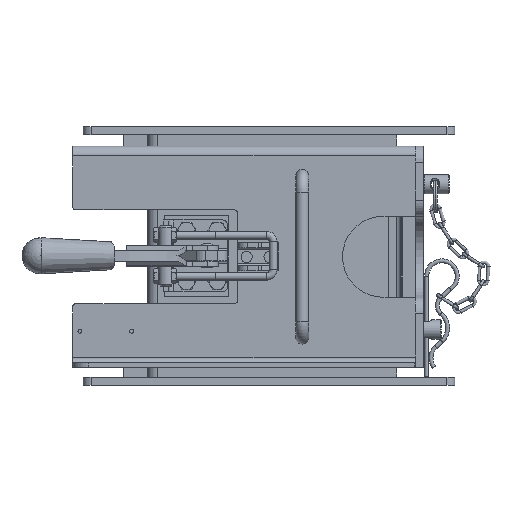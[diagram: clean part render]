
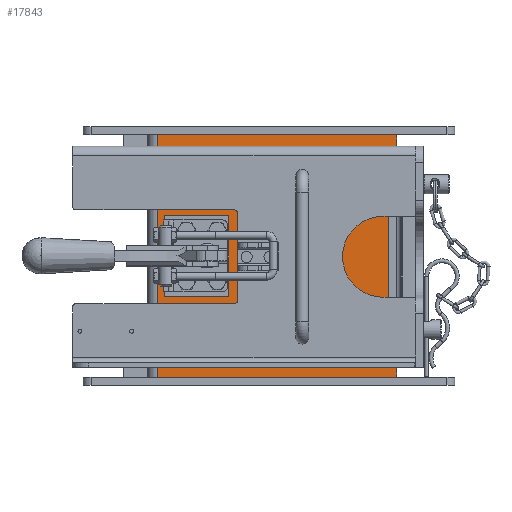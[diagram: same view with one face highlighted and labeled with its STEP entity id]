
A CAD part, left-side view. The second image highlights one B-rep face of the part: STEP entity #17843.
In plain terms, the highlighted planar face has unit normal (-1, 0, 0).
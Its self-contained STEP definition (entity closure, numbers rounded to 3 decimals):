
#830=LINE('',#30831,#1812);
#834=LINE('',#30838,#1816);
#837=LINE('',#30844,#1819);
#839=LINE('',#30847,#1821);
#860=LINE('',#30911,#1842);
#869=LINE('',#30942,#1851);
#879=LINE('',#30972,#1861);
#882=LINE('',#30981,#1864);
#885=LINE('',#30987,#1867);
#915=LINE('',#31065,#1897);
#924=LINE('',#31108,#1906);
#925=LINE('',#31109,#1907);
#1812=VECTOR('',#23514,10.);
#1816=VECTOR('',#23520,10.);
#1819=VECTOR('',#23525,10.);
#1821=VECTOR('',#23529,10.);
#1842=VECTOR('',#23586,10.);
#1851=VECTOR('',#23613,10.);
#1861=VECTOR('',#23639,10.);
#1864=VECTOR('',#23646,10.);
#1867=VECTOR('',#23655,10.);
#1897=VECTOR('',#23741,10.);
#1906=VECTOR('',#23790,10.);
#1907=VECTOR('',#23791,10.);
#2744=PLANE('',#19609);
#3706=FACE_BOUND('',#5998,.T.);
#4656=FACE_OUTER_BOUND('',#5997,.T.);
#5997=EDGE_LOOP('',(#14639,#14640,#14641,#14642,#14643,#14644,#14645,#14646));
#5998=EDGE_LOOP('',(#14647,#14648,#14649,#14650));
#8502=VERTEX_POINT('',#30828);
#8503=VERTEX_POINT('',#30830);
#8505=VERTEX_POINT('',#30836);
#8507=VERTEX_POINT('',#30842);
#8531=VERTEX_POINT('',#30909);
#8532=VERTEX_POINT('',#30910);
#8545=VERTEX_POINT('',#30940);
#8548=VERTEX_POINT('',#30951);
#8557=VERTEX_POINT('',#30970);
#8561=VERTEX_POINT('',#30979);
#8581=VERTEX_POINT('',#31064);
#8595=VERTEX_POINT('',#31107);
#10586=EDGE_CURVE('',#8503,#8502,#830,.T.);
#10590=EDGE_CURVE('',#8502,#8505,#834,.T.);
#10593=EDGE_CURVE('',#8505,#8507,#837,.T.);
#10595=EDGE_CURVE('',#8507,#8503,#839,.T.);
#10624=EDGE_CURVE('',#8531,#8532,#860,.T.);
#10640=EDGE_CURVE('',#8545,#8531,#869,.T.);
#10655=EDGE_CURVE('',#8545,#8557,#879,.T.);
#10660=EDGE_CURVE('',#8548,#8561,#882,.T.);
#10663=EDGE_CURVE('',#8532,#8561,#885,.T.);
#10702=EDGE_CURVE('',#8548,#8581,#915,.T.);
#10723=EDGE_CURVE('',#8595,#8557,#924,.T.);
#10724=EDGE_CURVE('',#8581,#8595,#925,.T.);
#14639=ORIENTED_EDGE('',*,*,#10702,.F.);
#14640=ORIENTED_EDGE('',*,*,#10660,.T.);
#14641=ORIENTED_EDGE('',*,*,#10663,.F.);
#14642=ORIENTED_EDGE('',*,*,#10624,.F.);
#14643=ORIENTED_EDGE('',*,*,#10640,.F.);
#14644=ORIENTED_EDGE('',*,*,#10655,.T.);
#14645=ORIENTED_EDGE('',*,*,#10723,.F.);
#14646=ORIENTED_EDGE('',*,*,#10724,.F.);
#14647=ORIENTED_EDGE('',*,*,#10586,.T.);
#14648=ORIENTED_EDGE('',*,*,#10590,.T.);
#14649=ORIENTED_EDGE('',*,*,#10593,.T.);
#14650=ORIENTED_EDGE('',*,*,#10595,.T.);
#17843=ADVANCED_FACE('',(#4656,#3706),#2744,.T.);
#19609=AXIS2_PLACEMENT_3D('',#31106,#23788,#23789);
#23514=DIRECTION('',(0.,0.,1.));
#23520=DIRECTION('',(0.,-1.,0.));
#23525=DIRECTION('',(0.,0.,-1.));
#23529=DIRECTION('',(0.,1.,0.));
#23586=DIRECTION('',(0.,0.,-1.));
#23613=DIRECTION('',(0.,1.,0.));
#23639=DIRECTION('',(0.,0.,1.));
#23646=DIRECTION('',(0.,0.,1.));
#23655=DIRECTION('',(0.,-1.,0.));
#23741=DIRECTION('',(0.,1.,0.));
#23788=DIRECTION('center_axis',(-1.,0.,0.));
#23789=DIRECTION('ref_axis',(0.,0.,1.));
#23790=DIRECTION('',(0.,-1.,0.));
#23791=DIRECTION('',(0.,0.,1.));
#30828=CARTESIAN_POINT('',(-76.,65.,105.));
#30830=CARTESIAN_POINT('',(-76.,65.,55.));
#30831=CARTESIAN_POINT('',(-76.,65.,107.5));
#30836=CARTESIAN_POINT('',(-76.,25.,105.));
#30838=CARTESIAN_POINT('',(-76.,70.,105.));
#30842=CARTESIAN_POINT('',(-76.,25.,55.));
#30844=CARTESIAN_POINT('',(-76.,25.,132.5));
#30847=CARTESIAN_POINT('',(-76.,50.,55.));
#30909=CARTESIAN_POINT('',(-76.,-74.,145.2));
#30910=CARTESIAN_POINT('',(-76.,-74.,14.8));
#30911=CARTESIAN_POINT('',(-76.,-74.,160.));
#30940=CARTESIAN_POINT('',(-76.,-79.,145.2));
#30942=CARTESIAN_POINT('',(-76.,-74.,145.2));
#30951=CARTESIAN_POINT('',(-76.,-79.,5.));
#30970=CARTESIAN_POINT('',(-76.,-79.,155.));
#30972=CARTESIAN_POINT('',(-76.,-79.,145.));
#30979=CARTESIAN_POINT('',(-76.,-79.,14.8));
#30981=CARTESIAN_POINT('',(-76.,-79.,0.));
#30987=CARTESIAN_POINT('',(-76.,-74.,14.8));
#31064=CARTESIAN_POINT('',(-76.,69.,5.));
#31065=CARTESIAN_POINT('',(-76.,-39.5,5.));
#31106=CARTESIAN_POINT('Origin',(-76.,75.,160.));
#31107=CARTESIAN_POINT('',(-76.,69.,155.));
#31108=CARTESIAN_POINT('',(-76.,-37.,155.));
#31109=CARTESIAN_POINT('',(-76.,69.,160.));
